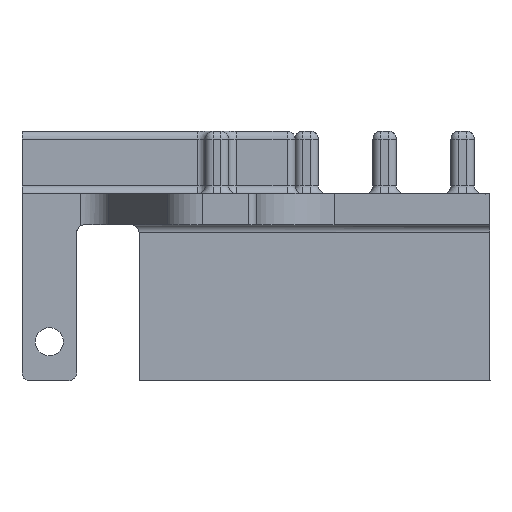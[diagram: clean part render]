
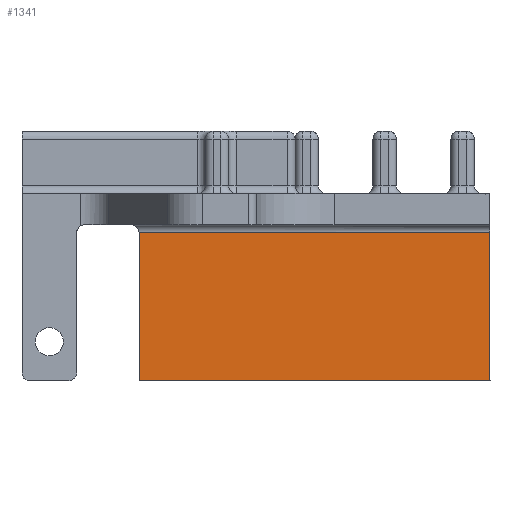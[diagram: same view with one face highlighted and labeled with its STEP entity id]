
A CAD part, front view. The second image highlights one B-rep face of the part: STEP entity #1341.
In plain terms, the highlighted planar face has unit normal (0, -1, 0).
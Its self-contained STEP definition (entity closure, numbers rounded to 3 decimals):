
#54 = LINE ( 'NONE', #86, #2335 ) ;
#86 = CARTESIAN_POINT ( 'NONE',  ( -15., 7.5, -20. ) ) ;
#166 = CARTESIAN_POINT ( 'NONE',  ( 30., 7.5, -1. ) ) ;
#262 = CARTESIAN_POINT ( 'NONE',  ( 30., 7.5, -20. ) ) ;
#406 = DIRECTION ( 'NONE',  ( 0., 0., 1. ) ) ;
#605 = VECTOR ( 'NONE', #1448, 1000. ) ;
#776 = LINE ( 'NONE', #4981, #605 ) ;
#811 = EDGE_CURVE ( 'NONE', #3853, #3418, #776, .T. ) ;
#813 = ORIENTED_EDGE ( 'NONE', *, *, #841, .T. ) ;
#841 = EDGE_CURVE ( 'NONE', #1138, #3853, #4679, .T. ) ;
#934 = DIRECTION ( 'NONE',  ( 0., 0., 1. ) ) ;
#1138 = VERTEX_POINT ( 'NONE', #3437 ) ;
#1161 = CARTESIAN_POINT ( 'NONE',  ( 30., 7.5, -20. ) ) ;
#1238 = EDGE_CURVE ( 'NONE', #4480, #3418, #54, .T. ) ;
#1286 = CARTESIAN_POINT ( 'NONE',  ( -15., 7.5, -1. ) ) ;
#1341 = ADVANCED_FACE ( 'NONE', ( #4814 ), #4128, .F. ) ;
#1448 = DIRECTION ( 'NONE',  ( -1., 0., 0. ) ) ;
#1568 = ORIENTED_EDGE ( 'NONE', *, *, #2641, .F. ) ;
#1712 = CARTESIAN_POINT ( 'NONE',  ( 30., 7.5, -20. ) ) ;
#2272 = ORIENTED_EDGE ( 'NONE', *, *, #1238, .F. ) ;
#2335 = VECTOR ( 'NONE', #406, 1000. ) ;
#2641 = EDGE_CURVE ( 'NONE', #1138, #4480, #2984, .T. ) ;
#2741 = DIRECTION ( 'NONE',  ( 0., 0., 1. ) ) ;
#2984 = LINE ( 'NONE', #262, #3177 ) ;
#3000 = VECTOR ( 'NONE', #2741, 1000. ) ;
#3177 = VECTOR ( 'NONE', #3313, 1000. ) ;
#3313 = DIRECTION ( 'NONE',  ( -1., 0., 0. ) ) ;
#3385 = ORIENTED_EDGE ( 'NONE', *, *, #811, .T. ) ;
#3418 = VERTEX_POINT ( 'NONE', #1286 ) ;
#3437 = CARTESIAN_POINT ( 'NONE',  ( 30., 7.5, -20. ) ) ;
#3726 = AXIS2_PLACEMENT_3D ( 'NONE', #1712, #4079, #934 ) ;
#3853 = VERTEX_POINT ( 'NONE', #166 ) ;
#4079 = DIRECTION ( 'NONE',  ( 0., 1., 0. ) ) ;
#4128 = PLANE ( 'NONE',  #3726 ) ;
#4480 = VERTEX_POINT ( 'NONE', #4983 ) ;
#4601 = EDGE_LOOP ( 'NONE', ( #813, #3385, #2272, #1568 ) ) ;
#4679 = LINE ( 'NONE', #1161, #3000 ) ;
#4814 = FACE_OUTER_BOUND ( 'NONE', #4601, .T. ) ;
#4981 = CARTESIAN_POINT ( 'NONE',  ( -15., 7.5, -1. ) ) ;
#4983 = CARTESIAN_POINT ( 'NONE',  ( -15., 7.5, -20. ) ) ;
